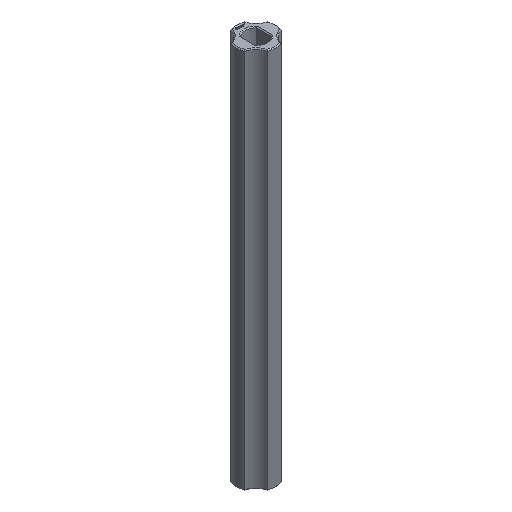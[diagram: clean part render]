
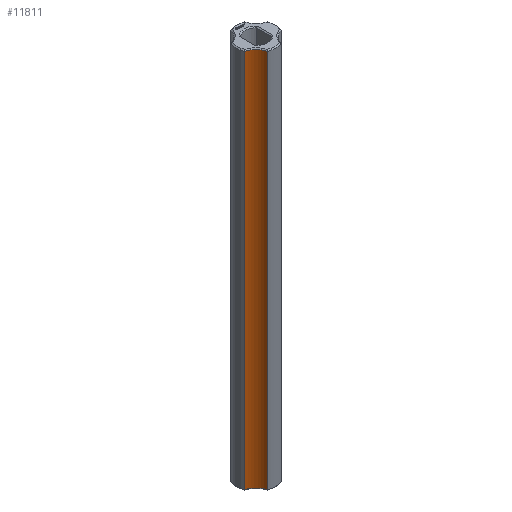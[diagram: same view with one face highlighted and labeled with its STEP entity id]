
A CAD part, isometric view. The second image highlights one B-rep face of the part: STEP entity #11811.
In plain terms, the highlighted cylindrical face has radius 5 mm (diameter 10 mm), a partial arc.
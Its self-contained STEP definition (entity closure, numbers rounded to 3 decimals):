
#189 = CYLINDRICAL_SURFACE('',#190,6.25);
#190 = AXIS2_PLACEMENT_3D('',#191,#192,#193);
#191 = CARTESIAN_POINT('',(0.,0.,0.));
#192 = DIRECTION('',(-0.,-0.,-1.));
#193 = DIRECTION('',(1.,0.,0.));
#625 = EDGE_CURVE('',#626,#628,#630,.T.);
#626 = VERTEX_POINT('',#627);
#627 = CARTESIAN_POINT('',(-2.225,-5.841,0.3));
#628 = VERTEX_POINT('',#629);
#629 = CARTESIAN_POINT('',(-2.225,-5.841,121.575));
#630 = SURFACE_CURVE('',#631,(#635,#642),.PCURVE_S1.);
#631 = LINE('',#632,#633);
#632 = CARTESIAN_POINT('',(-2.225,-5.841,0.));
#633 = VECTOR('',#634,1.);
#634 = DIRECTION('',(0.,0.,1.));
#635 = PCURVE('',#189,#636);
#636 = DEFINITIONAL_REPRESENTATION('',(#637),#641);
#637 = LINE('',#638,#639);
#638 = CARTESIAN_POINT('',(-4.348,0.));
#639 = VECTOR('',#640,1.);
#640 = DIRECTION('',(-0.,-1.));
#641 = ( GEOMETRIC_REPRESENTATION_CONTEXT(2) 
PARAMETRIC_REPRESENTATION_CONTEXT() REPRESENTATION_CONTEXT('2D SPACE',''
  ) );
#642 = PCURVE('',#643,#648);
#643 = CYLINDRICAL_SURFACE('',#644,5.);
#644 = AXIS2_PLACEMENT_3D('',#645,#646,#647);
#645 = CARTESIAN_POINT('',(-7.071,-7.071,0.));
#646 = DIRECTION('',(-0.,-0.,-1.));
#647 = DIRECTION('',(1.,0.,0.));
#648 = DEFINITIONAL_REPRESENTATION('',(#649),#653);
#649 = LINE('',#650,#651);
#650 = CARTESIAN_POINT('',(-0.249,0.));
#651 = VECTOR('',#652,1.);
#652 = DIRECTION('',(-0.,-1.));
#653 = ( GEOMETRIC_REPRESENTATION_CONTEXT(2) 
PARAMETRIC_REPRESENTATION_CONTEXT() REPRESENTATION_CONTEXT('2D SPACE',''
  ) );
#832 = CONICAL_SURFACE('',#833,5.,0.785);
#833 = AXIS2_PLACEMENT_3D('',#834,#835,#836);
#834 = CARTESIAN_POINT('',(-7.071,-7.071,0.3));
#835 = DIRECTION('',(-0.,-0.,-1.));
#836 = DIRECTION('',(0.969,0.246,0.));
#1149 = CONICAL_SURFACE('',#1150,5.,0.785);
#1150 = AXIS2_PLACEMENT_3D('',#1151,#1152,#1153);
#1151 = CARTESIAN_POINT('',(-7.071,-7.071,121.575));
#1152 = DIRECTION('',(0.,0.,1.));
#1153 = DIRECTION('',(0.969,0.246,0.));
#11811 = ADVANCED_FACE('',(#11812),#643,.F.);
#11812 = FACE_BOUND('',#11813,.T.);
#11813 = EDGE_LOOP('',(#11814,#11815,#11839,#11867));
#11814 = ORIENTED_EDGE('',*,*,#625,.T.);
#11815 = ORIENTED_EDGE('',*,*,#11816,.T.);
#11816 = EDGE_CURVE('',#628,#11817,#11819,.T.);
#11817 = VERTEX_POINT('',#11818);
#11818 = CARTESIAN_POINT('',(-5.841,-2.225,121.575));
#11819 = SURFACE_CURVE('',#11820,(#11825,#11832),.PCURVE_S1.);
#11820 = CIRCLE('',#11821,5.);
#11821 = AXIS2_PLACEMENT_3D('',#11822,#11823,#11824);
#11822 = CARTESIAN_POINT('',(-7.071,-7.071,121.575));
#11823 = DIRECTION('',(0.,-0.,1.));
#11824 = DIRECTION('',(0.969,0.246,0.));
#11825 = PCURVE('',#643,#11826);
#11826 = DEFINITIONAL_REPRESENTATION('',(#11827),#11831);
#11827 = LINE('',#11828,#11829);
#11828 = CARTESIAN_POINT('',(-0.249,-121.575));
#11829 = VECTOR('',#11830,1.);
#11830 = DIRECTION('',(-1.,0.));
#11831 = ( GEOMETRIC_REPRESENTATION_CONTEXT(2) 
PARAMETRIC_REPRESENTATION_CONTEXT() REPRESENTATION_CONTEXT('2D SPACE',''
  ) );
#11832 = PCURVE('',#1149,#11833);
#11833 = DEFINITIONAL_REPRESENTATION('',(#11834),#11838);
#11834 = LINE('',#11835,#11836);
#11835 = CARTESIAN_POINT('',(0.,0.));
#11836 = VECTOR('',#11837,1.);
#11837 = DIRECTION('',(1.,0.));
#11838 = ( GEOMETRIC_REPRESENTATION_CONTEXT(2) 
PARAMETRIC_REPRESENTATION_CONTEXT() REPRESENTATION_CONTEXT('2D SPACE',''
  ) );
#11839 = ORIENTED_EDGE('',*,*,#11840,.F.);
#11840 = EDGE_CURVE('',#11841,#11817,#11843,.T.);
#11841 = VERTEX_POINT('',#11842);
#11842 = CARTESIAN_POINT('',(-5.841,-2.225,0.3));
#11843 = SURFACE_CURVE('',#11844,(#11848,#11855),.PCURVE_S1.);
#11844 = LINE('',#11845,#11846);
#11845 = CARTESIAN_POINT('',(-5.841,-2.225,0.));
#11846 = VECTOR('',#11847,1.);
#11847 = DIRECTION('',(0.,0.,1.));
#11848 = PCURVE('',#643,#11849);
#11849 = DEFINITIONAL_REPRESENTATION('',(#11850),#11854);
#11850 = LINE('',#11851,#11852);
#11851 = CARTESIAN_POINT('',(-1.322,0.));
#11852 = VECTOR('',#11853,1.);
#11853 = DIRECTION('',(-0.,-1.));
#11854 = ( GEOMETRIC_REPRESENTATION_CONTEXT(2) 
PARAMETRIC_REPRESENTATION_CONTEXT() REPRESENTATION_CONTEXT('2D SPACE',''
  ) );
#11855 = PCURVE('',#11856,#11861);
#11856 = CYLINDRICAL_SURFACE('',#11857,6.25);
#11857 = AXIS2_PLACEMENT_3D('',#11858,#11859,#11860);
#11858 = CARTESIAN_POINT('',(0.,0.,0.));
#11859 = DIRECTION('',(-0.,-0.,-1.));
#11860 = DIRECTION('',(1.,0.,0.));
#11861 = DEFINITIONAL_REPRESENTATION('',(#11862),#11866);
#11862 = LINE('',#11863,#11864);
#11863 = CARTESIAN_POINT('',(-3.506,0.));
#11864 = VECTOR('',#11865,1.);
#11865 = DIRECTION('',(-0.,-1.));
#11866 = ( GEOMETRIC_REPRESENTATION_CONTEXT(2) 
PARAMETRIC_REPRESENTATION_CONTEXT() REPRESENTATION_CONTEXT('2D SPACE',''
  ) );
#11867 = ORIENTED_EDGE('',*,*,#11868,.F.);
#11868 = EDGE_CURVE('',#626,#11841,#11869,.T.);
#11869 = SURFACE_CURVE('',#11870,(#11875,#11882),.PCURVE_S1.);
#11870 = CIRCLE('',#11871,5.);
#11871 = AXIS2_PLACEMENT_3D('',#11872,#11873,#11874);
#11872 = CARTESIAN_POINT('',(-7.071,-7.071,0.3));
#11873 = DIRECTION('',(0.,-0.,1.));
#11874 = DIRECTION('',(0.969,0.246,0.));
#11875 = PCURVE('',#643,#11876);
#11876 = DEFINITIONAL_REPRESENTATION('',(#11877),#11881);
#11877 = LINE('',#11878,#11879);
#11878 = CARTESIAN_POINT('',(-0.249,-0.3));
#11879 = VECTOR('',#11880,1.);
#11880 = DIRECTION('',(-1.,0.));
#11881 = ( GEOMETRIC_REPRESENTATION_CONTEXT(2) 
PARAMETRIC_REPRESENTATION_CONTEXT() REPRESENTATION_CONTEXT('2D SPACE',''
  ) );
#11882 = PCURVE('',#832,#11883);
#11883 = DEFINITIONAL_REPRESENTATION('',(#11884),#11888);
#11884 = LINE('',#11885,#11886);
#11885 = CARTESIAN_POINT('',(-0.,0.));
#11886 = VECTOR('',#11887,1.);
#11887 = DIRECTION('',(-1.,0.));
#11888 = ( GEOMETRIC_REPRESENTATION_CONTEXT(2) 
PARAMETRIC_REPRESENTATION_CONTEXT() REPRESENTATION_CONTEXT('2D SPACE',''
  ) );
